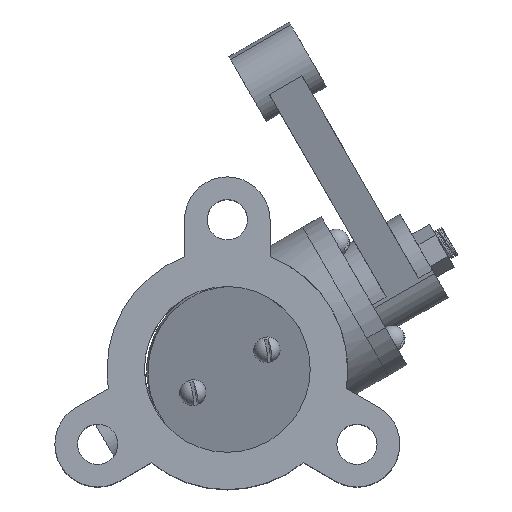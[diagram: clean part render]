
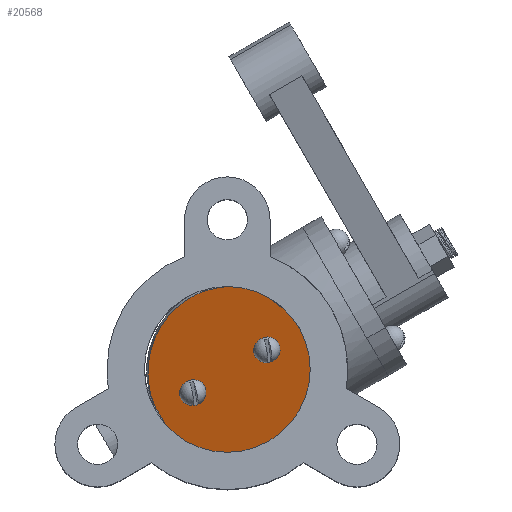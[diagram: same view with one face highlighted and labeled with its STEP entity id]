
A CAD part, top view. The second image highlights one B-rep face of the part: STEP entity #20568.
In plain terms, the highlighted face is planar.
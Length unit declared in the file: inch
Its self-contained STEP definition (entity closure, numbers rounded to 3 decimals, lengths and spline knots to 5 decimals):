
#1129 = AXIS2_PLACEMENT_3D ( 'NONE', #14250, #25378, #16534 ) ;
#1218 = DIRECTION ( 'NONE',  ( 0., 0., 1. ) ) ;
#1575 =( BOUNDED_CURVE ( )  B_SPLINE_CURVE ( 3, ( #9233, #9641, #9647, #9164 ),
 .UNSPECIFIED., .F., .F. ) 
 B_SPLINE_CURVE_WITH_KNOTS ( ( 4, 4 ),
 ( 3.14159, 6.28319 ),
 .UNSPECIFIED. ) 
 CURVE ( )  GEOMETRIC_REPRESENTATION_ITEM ( )  RATIONAL_B_SPLINE_CURVE ( ( 1., 0.333, 0.333, 1. ) ) 
 REPRESENTATION_ITEM ( '' )  );
#4387 = EDGE_CURVE ( 'NONE', #29264, #21213, #7279, .T. ) ;
#5130 = AXIS2_PLACEMENT_3D ( 'NONE', #14998, #1218, #17293 ) ;
#5561 = ORIENTED_EDGE ( 'NONE', *, *, #6286, .F. ) ;
#5566 = ORIENTED_EDGE ( 'NONE', *, *, #29448, .F. ) ;
#6258 = CIRCLE ( 'NONE', #24208, 0.0625 ) ;
#6286 = EDGE_CURVE ( 'NONE', #23411, #9686, #1575, .T. ) ;
#6402 = EDGE_LOOP ( 'NONE', ( #19352, #8612 ) ) ;
#7160 = EDGE_LOOP ( 'NONE', ( #5566, #5561 ) ) ;
#7279 = CIRCLE ( 'NONE', #21064, 0.0625 ) ;
#7611 = VERTEX_POINT ( 'NONE', #21016 ) ;
#7764 = CARTESIAN_POINT ( 'NONE',  ( -0.18674, 1.05561, 0. ) ) ;
#8275 = CIRCLE ( 'NONE', #25938, 0.0625 ) ;
#8612 = ORIENTED_EDGE ( 'NONE', *, *, #4387, .T. ) ;
#9164 = CARTESIAN_POINT ( 'NONE',  ( 0.18674, -1.05561, 0. ) ) ;
#9233 = CARTESIAN_POINT ( 'NONE',  ( -0.18674, 1.05561, 0. ) ) ;
#9641 = CARTESIAN_POINT ( 'NONE',  ( -2.09511, 0.71801, 0. ) ) ;
#9647 = CARTESIAN_POINT ( 'NONE',  ( -1.72163, -1.39321, 0. ) ) ;
#9686 = VERTEX_POINT ( 'NONE', #10291 ) ;
#9851 = CARTESIAN_POINT ( 'NONE',  ( -0.5625, 0., 0. ) ) ;
#10003 = ORIENTED_EDGE ( 'NONE', *, *, #25814, .T. ) ;
#10291 = CARTESIAN_POINT ( 'NONE',  ( 0.18674, -1.05561, 0. ) ) ;
#12034 = PLANE ( 'NONE',  #1129 ) ;
#12065 = DIRECTION ( 'NONE',  ( 0., 0., 1. ) ) ;
#12516 =( BOUNDED_CURVE ( )  B_SPLINE_CURVE ( 3, ( #14335, #27988, #21243, #7764 ),
 .UNSPECIFIED., .F., .F. ) 
 B_SPLINE_CURVE_WITH_KNOTS ( ( 4, 4 ),
 ( 0., 3.14159 ),
 .UNSPECIFIED. ) 
 CURVE ( )  GEOMETRIC_REPRESENTATION_ITEM ( )  RATIONAL_B_SPLINE_CURVE ( ( 1., 0.333, 0.333, 1. ) ) 
 REPRESENTATION_ITEM ( '' )  );
#13449 = DIRECTION ( 'NONE',  ( 0., 0., 1. ) ) ;
#13670 = DIRECTION ( 'NONE',  ( 0., 0., 1. ) ) ;
#14250 = CARTESIAN_POINT ( 'NONE',  ( 0., 0., 0. ) ) ;
#14335 = CARTESIAN_POINT ( 'NONE',  ( 0.18674, -1.05561, 0. ) ) ;
#14998 = CARTESIAN_POINT ( 'NONE',  ( -0.5, 0., 0. ) ) ;
#16018 = CARTESIAN_POINT ( 'NONE',  ( -0.4375, 0., 0. ) ) ;
#16300 = FACE_BOUND ( 'NONE', #6402, .T. ) ;
#16534 = DIRECTION ( 'NONE',  ( 1., 0., 0. ) ) ;
#17293 = DIRECTION ( 'NONE',  ( 1., 0., 0. ) ) ;
#18159 = EDGE_CURVE ( 'NONE', #7611, #28244, #8275, .T. ) ;
#19352 = ORIENTED_EDGE ( 'NONE', *, *, #19492, .T. ) ;
#19492 = EDGE_CURVE ( 'NONE', #21213, #29264, #19870, .T. ) ;
#19870 = CIRCLE ( 'NONE', #5130, 0.0625 ) ;
#20568 = ADVANCED_FACE ( 'NONE', ( #22299, #28433, #16300 ), #12034, .F. ) ;
#21016 = CARTESIAN_POINT ( 'NONE',  ( 0.5625, 0., 0. ) ) ;
#21064 = AXIS2_PLACEMENT_3D ( 'NONE', #21072, #13670, #28249 ) ;
#21072 = CARTESIAN_POINT ( 'NONE',  ( -0.5, 0., 0. ) ) ;
#21213 = VERTEX_POINT ( 'NONE', #9851 ) ;
#21243 = CARTESIAN_POINT ( 'NONE',  ( 1.72163, 1.39321, 0. ) ) ;
#21570 = CARTESIAN_POINT ( 'NONE',  ( 0.4375, 0., 0. ) ) ;
#21627 = EDGE_LOOP ( 'NONE', ( #10003, #27118 ) ) ;
#22299 = FACE_BOUND ( 'NONE', #21627, .T. ) ;
#23411 = VERTEX_POINT ( 'NONE', #25984 ) ;
#24208 = AXIS2_PLACEMENT_3D ( 'NONE', #25601, #12065, #27929 ) ;
#25378 = DIRECTION ( 'NONE',  ( 0., 0., 1. ) ) ;
#25601 = CARTESIAN_POINT ( 'NONE',  ( 0.5, 0., 0. ) ) ;
#25814 = EDGE_CURVE ( 'NONE', #28244, #7611, #6258, .T. ) ;
#25938 = AXIS2_PLACEMENT_3D ( 'NONE', #27066, #13449, #29348 ) ;
#25984 = CARTESIAN_POINT ( 'NONE',  ( -0.18674, 1.05561, 0. ) ) ;
#27066 = CARTESIAN_POINT ( 'NONE',  ( 0.5, 0., 0. ) ) ;
#27118 = ORIENTED_EDGE ( 'NONE', *, *, #18159, .T. ) ;
#27929 = DIRECTION ( 'NONE',  ( 1., 0., 0. ) ) ;
#27988 = CARTESIAN_POINT ( 'NONE',  ( 2.09511, -0.71801, 0. ) ) ;
#28244 = VERTEX_POINT ( 'NONE', #21570 ) ;
#28249 = DIRECTION ( 'NONE',  ( 1., 0., 0. ) ) ;
#28433 = FACE_OUTER_BOUND ( 'NONE', #7160, .T. ) ;
#29264 = VERTEX_POINT ( 'NONE', #16018 ) ;
#29348 = DIRECTION ( 'NONE',  ( 1., 0., 0. ) ) ;
#29448 = EDGE_CURVE ( 'NONE', #9686, #23411, #12516, .T. ) ;
